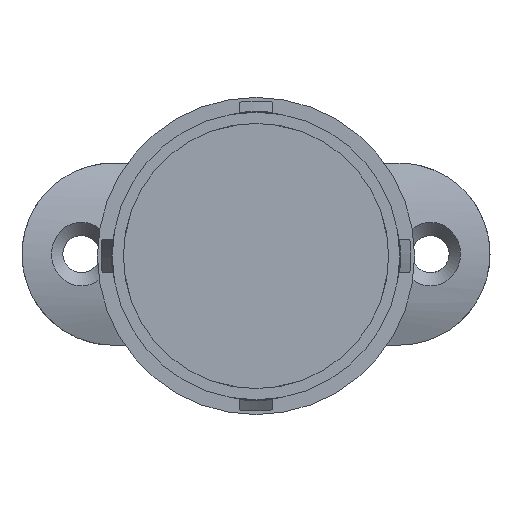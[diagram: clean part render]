
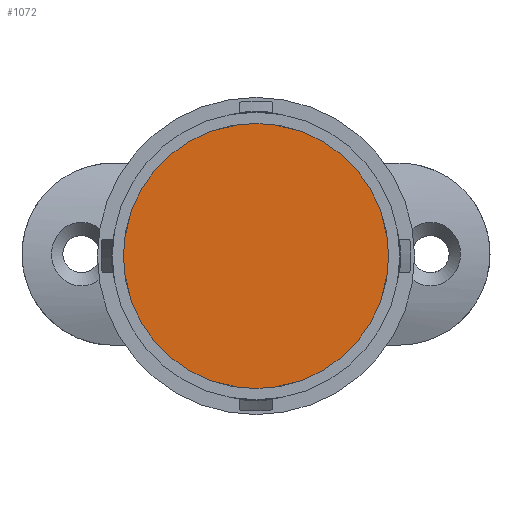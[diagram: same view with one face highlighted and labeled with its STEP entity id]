
A CAD part, front view. The second image highlights one B-rep face of the part: STEP entity #1072.
In plain terms, the highlighted face is planar.
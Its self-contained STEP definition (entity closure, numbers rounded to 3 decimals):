
#1072=ADVANCED_FACE('',(#2529),#2531,.T.);
#2529=FACE_BOUND('',#2530,.T.);
#2530=EDGE_LOOP('',(#4805));
#2531=PLANE('',#2532);
#2532=AXIS2_PLACEMENT_3D('',#2533,#2534,#2535);
#2533=CARTESIAN_POINT('',(0.,0.,30.));
#2534=DIRECTION('',(0.,0.,-1.));
#2535=DIRECTION('',(-1.,0.,0.));
#4805=ORIENTED_EDGE('',*,*,#5272,.T.);
#5272=EDGE_CURVE('',#5822,#5822,#5823,.T.);
#5822=VERTEX_POINT('',#7881);
#5823=CIRCLE('',#7882,17.85);
#7881=CARTESIAN_POINT('',(-17.85,0.,30.));
#7882=AXIS2_PLACEMENT_3D('',#7883,#7884,#7885);
#7883=CARTESIAN_POINT('',(0.,0.,30.));
#7884=DIRECTION('',(0.,0.,-1.));
#7885=DIRECTION('',(-1.,0.,0.));
